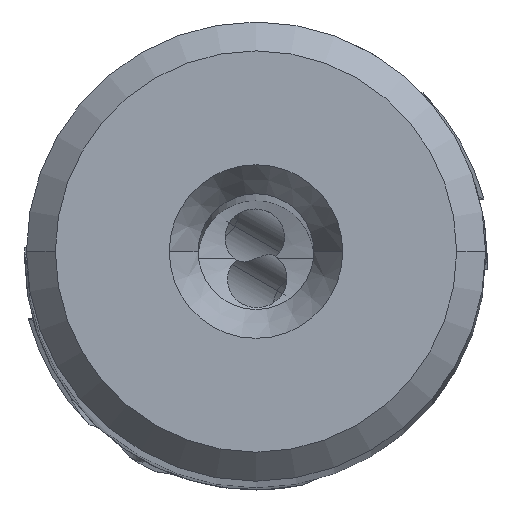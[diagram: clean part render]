
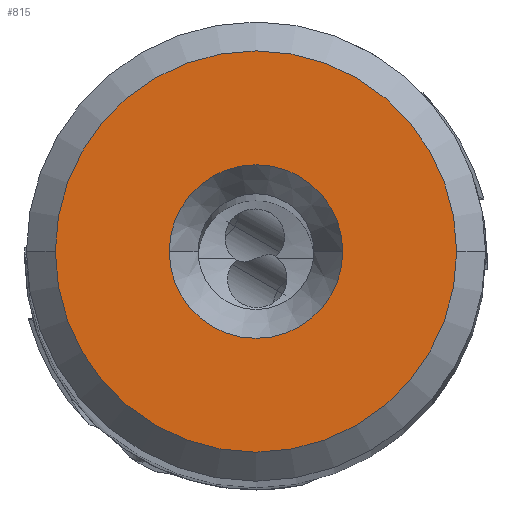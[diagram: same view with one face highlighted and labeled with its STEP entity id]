
A CAD part, top view. The second image highlights one B-rep face of the part: STEP entity #815.
In plain terms, the highlighted planar face has unit normal (0, 0, 1).
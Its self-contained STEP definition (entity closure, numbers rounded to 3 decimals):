
#63=FACE_BOUND('',#1312,.T.);
#64=FACE_BOUND('',#1313,.T.);
#235=PLANE('',#4859);
#815=ADVANCED_FACE('',(#63,#64),#235,.T.);
#1312=EDGE_LOOP('',(#2621,#2622,#2623,#2624));
#1313=EDGE_LOOP('',(#2625,#2626));
#1517=CIRCLE('',#4852,6.937);
#1518=CIRCLE('',#4853,6.937);
#1519=CIRCLE('',#4855,6.937);
#1520=CIRCLE('',#4856,6.937);
#1521=CIRCLE('',#4857,3.);
#1522=CIRCLE('',#4858,3.);
#2621=ORIENTED_EDGE('',*,*,#3948,.F.);
#2622=ORIENTED_EDGE('',*,*,#3947,.T.);
#2623=ORIENTED_EDGE('',*,*,#3949,.F.);
#2624=ORIENTED_EDGE('',*,*,#3950,.T.);
#2625=ORIENTED_EDGE('',*,*,#3951,.F.);
#2626=ORIENTED_EDGE('',*,*,#3952,.F.);
#3324=VERTEX_POINT('',#10154);
#3325=VERTEX_POINT('',#10156);
#3326=VERTEX_POINT('',#10158);
#3327=VERTEX_POINT('',#10162);
#3328=VERTEX_POINT('',#10165);
#3329=VERTEX_POINT('',#10166);
#3947=EDGE_CURVE('',#3326,#3325,#1517,.T.);
#3948=EDGE_CURVE('',#3326,#3324,#1518,.T.);
#3949=EDGE_CURVE('',#3327,#3325,#1519,.T.);
#3950=EDGE_CURVE('',#3327,#3324,#1520,.T.);
#3951=EDGE_CURVE('',#3328,#3329,#1521,.T.);
#3952=EDGE_CURVE('',#3329,#3328,#1522,.T.);
#4852=AXIS2_PLACEMENT_3D('',#10157,#5832,#5833);
#4853=AXIS2_PLACEMENT_3D('',#10159,#5834,#5835);
#4855=AXIS2_PLACEMENT_3D('',#10161,#5838,#5839);
#4856=AXIS2_PLACEMENT_3D('',#10163,#5840,#5841);
#4857=AXIS2_PLACEMENT_3D('',#10164,#5842,#5843);
#4858=AXIS2_PLACEMENT_3D('',#10167,#5844,#5845);
#4859=AXIS2_PLACEMENT_3D('',#10168,#5846,#5847);
#5832=DIRECTION('',(0.,0.,1.));
#5833=DIRECTION('',(1.,-0.001,0.));
#5834=DIRECTION('',(0.,0.,-1.));
#5835=DIRECTION('',(1.,-0.001,0.));
#5838=DIRECTION('',(0.,0.,-1.));
#5839=DIRECTION('',(-1.,0.001,0.));
#5840=DIRECTION('',(0.,0.,1.));
#5841=DIRECTION('',(-1.,0.001,0.));
#5842=DIRECTION('',(0.,0.,1.));
#5843=DIRECTION('',(-1.,0.,0.));
#5844=DIRECTION('',(0.,0.,1.));
#5845=DIRECTION('',(1.,0.,0.));
#5846=DIRECTION('',(0.,0.,1.));
#5847=DIRECTION('',(1.,0.,0.));
#10154=CARTESIAN_POINT('',(-6.937,0.,0.));
#10156=CARTESIAN_POINT('',(6.937,0.,0.));
#10157=CARTESIAN_POINT('',(0.,0.,0.));
#10158=CARTESIAN_POINT('',(6.937,-0.008,0.));
#10159=CARTESIAN_POINT('',(0.,0.,0.));
#10161=CARTESIAN_POINT('',(0.,0.,0.));
#10162=CARTESIAN_POINT('',(-6.937,0.008,0.));
#10163=CARTESIAN_POINT('',(0.,0.,0.));
#10164=CARTESIAN_POINT('',(0.,0.,0.));
#10165=CARTESIAN_POINT('',(-3.,0.,0.));
#10166=CARTESIAN_POINT('',(3.,0.,0.));
#10167=CARTESIAN_POINT('',(0.,0.,0.));
#10168=CARTESIAN_POINT('',(0.,0.,0.));
